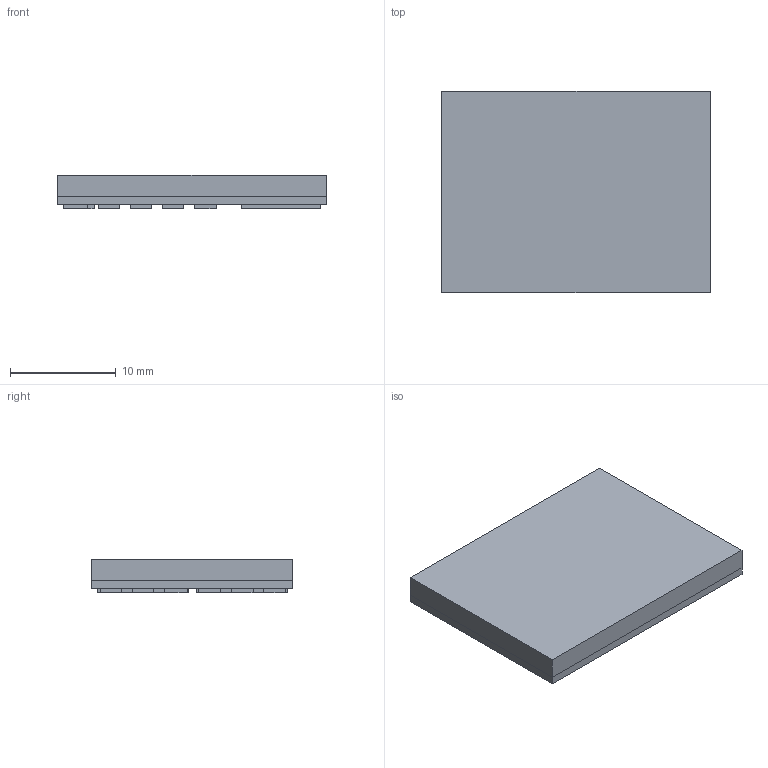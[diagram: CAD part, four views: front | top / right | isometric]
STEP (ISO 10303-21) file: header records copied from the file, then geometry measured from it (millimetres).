
FILE_DESCRIPTION(('FreeCAD Model'),'2;1');
FILE_NAME('Open CASCADE Shape Model','2023-11-30T13:02:41',('Author'),( ''),'Open CASCADE STEP processor 7.6','FreeCAD','Unknown');
FILE_SCHEMA(('AUTOMOTIVE_DESIGN { 1 0 10303 214 1 1 1 1 }'));
Length unit declared in the file: millimetre
Products named in the file (21): Unnamed8; Solid001; Solid002; Solid003; Solid004; Solid005; Solid006; Solid007; Solid008; Solid009; Solid010; Solid011; Solid012; Solid013; Solid014; Solid015; Solid016; Solid017; Solid018; Solid019; Solid020
Assembly tree (20 placements, depth 2):
  Unnamed8
    Solid001
    Solid002
    Solid003
    Solid004
    Solid005
    Solid006
    Solid007
    Solid008
    Solid009
    Solid010
    Solid011
    Solid012
    Solid013
    Solid014
    Solid015
    Solid016
    Solid017
    Solid018
    Solid019
    Solid020
Bounding box: 25.4 x 19.05 x 3.17 mm (x, y, z)
Volume: 1422.9 mm3; surface area: 2638.6 mm2
Topology: 20 solids, 20 shells, 120 faces, 240 edges, 160 vertices
Faces by surface type: plane 120
Entity records: 6698 total; most frequent: CARTESIAN_POINT 1021, DIRECTION 1002, LINE 720, VECTOR 720, ORIENTED_EDGE 480, PCURVE 480, DEFINITIONAL_REPRESENTATION 480, EDGE_CURVE 240
